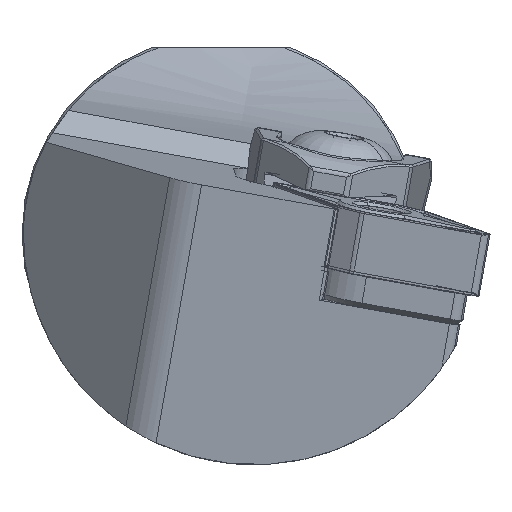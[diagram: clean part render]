
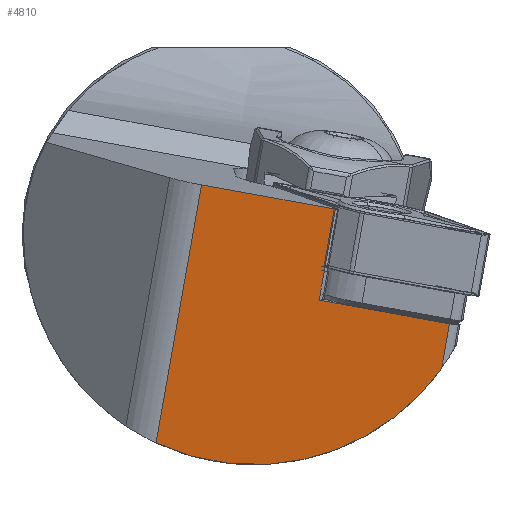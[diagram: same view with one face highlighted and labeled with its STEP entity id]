
A CAD part, left-side view. The second image highlights one B-rep face of the part: STEP entity #4810.
In plain terms, the highlighted planar face has unit normal (-0.993, 0.069, -0.094).
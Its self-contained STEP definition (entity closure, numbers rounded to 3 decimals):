
#89 = AXIS2_PLACEMENT_3D ( 'NONE', #9386, #8372, #6314 ) ;
#212 = VERTEX_POINT ( 'NONE', #9819 ) ;
#227 = CARTESIAN_POINT ( 'NONE',  ( -203.186, -6.262, -22.993 ) ) ;
#285 = EDGE_CURVE ( 'NONE', #10721, #12043, #8202, .T. ) ;
#516 = CARTESIAN_POINT ( 'NONE',  ( -204.558, -13.048, -13.467 ) ) ;
#685 = DIRECTION ( 'NONE',  ( -0.105, -0.173, 0.979 ) ) ;
#770 = LINE ( 'NONE', #911, #1847 ) ;
#814 = CARTESIAN_POINT ( 'NONE',  ( -208.183, -7.084, 29.308 ) ) ;
#911 = CARTESIAN_POINT ( 'NONE',  ( -254.154, -94.988, 451.238 ) ) ;
#975 = VECTOR ( 'NONE', #12343, 1000. ) ;
#983 = VECTOR ( 'NONE', #5115, 1000. ) ;
#1390 = CARTESIAN_POINT ( 'NONE',  ( -204.768, 8.194, 4.408 ) ) ;
#1437 = LINE ( 'NONE', #814, #11625 ) ;
#1847 = VECTOR ( 'NONE', #11828, 1000. ) ;
#2076 = CARTESIAN_POINT ( 'NONE',  ( -205.032, -13.83, -9.03 ) ) ;
#2287 = CARTESIAN_POINT ( 'NONE',  ( -204.618, 11.069, 4.931 ) ) ;
#2360 = VERTEX_POINT ( 'NONE', #2287 ) ;
#2406 = LINE ( 'NONE', #1390, #7360 ) ;
#2463 = FACE_OUTER_BOUND ( 'NONE', #9493, .T. ) ;
#2713 = ORIENTED_EDGE ( 'NONE', *, *, #11957, .T. ) ;
#3580 = LINE ( 'NONE', #2076, #983 ) ;
#4121 = EDGE_CURVE ( 'NONE', #2360, #10721, #7600, .T. ) ;
#4288 = DIRECTION ( 'NONE',  ( 0.051, 0.983, 0.179 ) ) ;
#4501 = CARTESIAN_POINT ( 'NONE',  ( -205.321, -2.355, 2.489 ) ) ;
#4532 = ORIENTED_EDGE ( 'NONE', *, *, #285, .T. ) ;
#4810 = ADVANCED_FACE ( 'NONE', ( #2463 ), #10446, .F. ) ;
#5041 = CARTESIAN_POINT ( 'NONE',  ( -201.851, 15.641, -20.993 ) ) ;
#5115 = DIRECTION ( 'NONE',  ( 0.051, 0.983, 0.179 ) ) ;
#5382 = CARTESIAN_POINT ( 'NONE',  ( -252.765, -68.477, 456.061 ) ) ;
#5819 = EDGE_CURVE ( 'NONE', #7042, #12043, #770, .T. ) ;
#6244 = EDGE_CURVE ( 'NONE', #212, #12003, #1437, .T. ) ;
#6314 = DIRECTION ( 'NONE',  ( 0., -0.805, -0.593 ) ) ;
#7042 = VERTEX_POINT ( 'NONE', #9227 ) ;
#7360 = VECTOR ( 'NONE', #4288, 1000. ) ;
#7600 = LINE ( 'NONE', #5382, #975 ) ;
#7607 = ORIENTED_EDGE ( 'NONE', *, *, #5819, .F. ) ;
#8202 =( BOUNDED_CURVE ( )  B_SPLINE_CURVE ( 3, ( #5041, #12001, #227, #11088 ),
 .UNSPECIFIED., .F., .F. ) 
 B_SPLINE_CURVE_WITH_KNOTS ( ( 4, 4 ),
 ( 3.338, 4.728 ),
 .UNSPECIFIED. ) 
 CURVE ( )  GEOMETRIC_REPRESENTATION_ITEM ( )  RATIONAL_B_SPLINE_CURVE ( ( 1., 0.845, 0.845, 1. ) ) 
 REPRESENTATION_ITEM ( '' )  );
#8372 = DIRECTION ( 'NONE',  ( 0.993, -0.069, 0.094 ) ) ;
#8943 = EDGE_CURVE ( 'NONE', #7042, #212, #3580, .T. ) ;
#9227 = CARTESIAN_POINT ( 'NONE',  ( -205.032, -13.83, -9.03 ) ) ;
#9386 = CARTESIAN_POINT ( 'NONE',  ( -254.154, -94.988, 451.238 ) ) ;
#9493 = EDGE_LOOP ( 'NONE', ( #9814, #12733, #2713, #9977, #4532, #7607 ) ) ;
#9814 = ORIENTED_EDGE ( 'NONE', *, *, #8943, .T. ) ;
#9819 = CARTESIAN_POINT ( 'NONE',  ( -204.346, -0.743, -6.649 ) ) ;
#9977 = ORIENTED_EDGE ( 'NONE', *, *, #4121, .T. ) ;
#10446 = PLANE ( 'NONE',  #89 ) ;
#10627 = CARTESIAN_POINT ( 'NONE',  ( -201.851, 15.641, -20.993 ) ) ;
#10721 = VERTEX_POINT ( 'NONE', #10627 ) ;
#11088 = CARTESIAN_POINT ( 'NONE',  ( -204.558, -13.048, -13.467 ) ) ;
#11625 = VECTOR ( 'NONE', #685, 1000. ) ;
#11828 = DIRECTION ( 'NONE',  ( 0.105, 0.173, -0.979 ) ) ;
#11957 = EDGE_CURVE ( 'NONE', #12003, #2360, #2406, .T. ) ;
#12001 = CARTESIAN_POINT ( 'NONE',  ( -202.119, 5.052, -25.961 ) ) ;
#12003 = VERTEX_POINT ( 'NONE', #4501 ) ;
#12043 = VERTEX_POINT ( 'NONE', #516 ) ;
#12343 = DIRECTION ( 'NONE',  ( 0.105, 0.173, -0.979 ) ) ;
#12733 = ORIENTED_EDGE ( 'NONE', *, *, #6244, .T. ) ;
